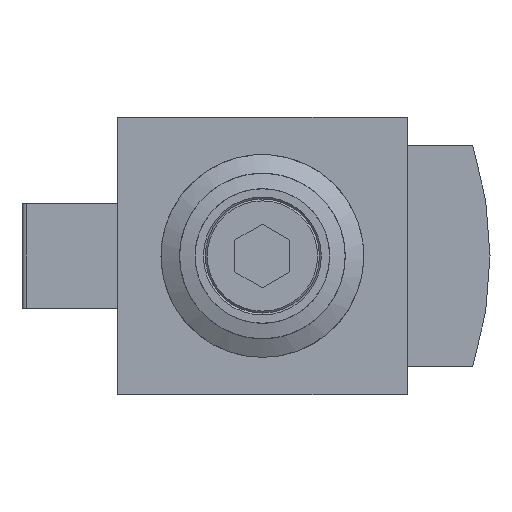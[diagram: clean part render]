
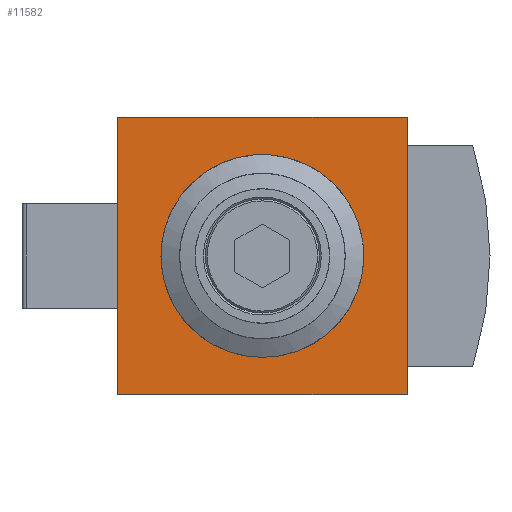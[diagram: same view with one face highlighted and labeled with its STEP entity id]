
A CAD part, front view. The second image highlights one B-rep face of the part: STEP entity #11582.
In plain terms, the highlighted planar face has unit normal (0, -1, 0).
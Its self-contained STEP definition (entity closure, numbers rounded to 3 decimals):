
#167=PLANE('',#12184);
#467=LINE('',#15214,#1321);
#574=LINE('',#15438,#1428);
#589=LINE('',#15476,#1443);
#694=LINE('',#15931,#1548);
#1321=VECTOR('',#12790,1000.);
#1428=VECTOR('',#12963,1000.);
#1443=VECTOR('',#12992,1000.);
#1548=VECTOR('',#13275,1000.);
#2914=ORIENTED_EDGE('',*,*,#5168,.F.);
#2915=ORIENTED_EDGE('',*,*,#4689,.F.);
#2916=ORIENTED_EDGE('',*,*,#4804,.F.);
#2917=ORIENTED_EDGE('',*,*,#5008,.F.);
#2918=ORIENTED_EDGE('',*,*,#4824,.F.);
#4689=EDGE_CURVE('',#5893,#5894,#467,.T.);
#4804=EDGE_CURVE('',#5977,#5893,#574,.T.);
#4824=EDGE_CURVE('',#5894,#5994,#589,.T.);
#5008=EDGE_CURVE('',#5994,#5977,#694,.T.);
#5168=EDGE_CURVE('',#6270,#6270,#6748,.F.);
#5893=VERTEX_POINT('',#15213);
#5894=VERTEX_POINT('',#15215);
#5977=VERTEX_POINT('',#15437);
#5994=VERTEX_POINT('',#15477);
#6270=VERTEX_POINT('',#16251);
#6748=CIRCLE('',#12185,14.7);
#7014=EDGE_LOOP('',(#2914));
#7015=EDGE_LOOP('',(#2915,#2916,#2917,#2918));
#7569=FACE_BOUND('',#7014,.T.);
#7570=FACE_BOUND('',#7015,.T.);
#11582=ADVANCED_FACE('',(#7569,#7570),#167,.F.);
#12184=AXIS2_PLACEMENT_3D('',#16249,#13539,#13540);
#12185=AXIS2_PLACEMENT_3D('',#16250,#13541,#13542);
#12790=DIRECTION('',(0.,0.,1.));
#12963=DIRECTION('',(-1.,0.,0.));
#12992=DIRECTION('',(1.,0.,0.));
#13275=DIRECTION('',(0.,0.,-1.));
#13539=DIRECTION('',(0.,1.,0.));
#13540=DIRECTION('',(0.,0.,1.));
#13541=DIRECTION('',(0.,1.,0.));
#13542=DIRECTION('',(0.,0.,1.));
#15213=CARTESIAN_POINT('',(-21.,-31.5,-20.1));
#15214=CARTESIAN_POINT('',(-21.,-31.5,-20.1));
#15215=CARTESIAN_POINT('',(-21.,-31.5,20.1));
#15437=CARTESIAN_POINT('',(21.,-31.5,-20.1));
#15438=CARTESIAN_POINT('',(21.,-31.5,-20.1));
#15476=CARTESIAN_POINT('',(-21.,-31.5,20.1));
#15477=CARTESIAN_POINT('',(21.,-31.5,20.1));
#15931=CARTESIAN_POINT('',(21.,-31.5,20.1));
#16249=CARTESIAN_POINT('',(0.,-31.5,0.));
#16250=CARTESIAN_POINT('',(0.,-31.5,0.));
#16251=CARTESIAN_POINT('',(0.,-31.5,14.7));
